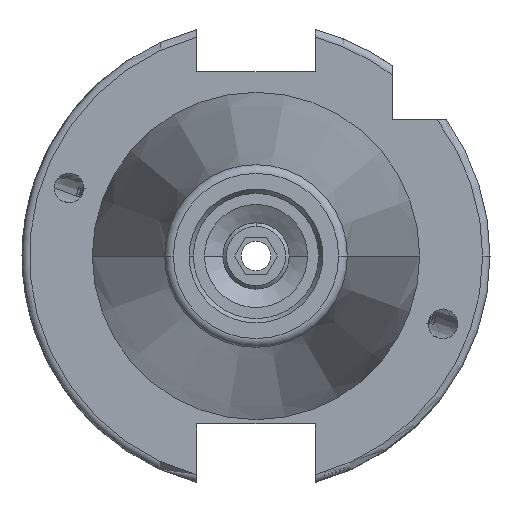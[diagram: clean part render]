
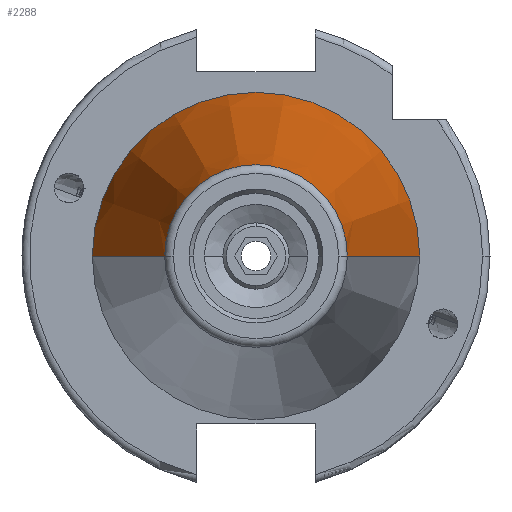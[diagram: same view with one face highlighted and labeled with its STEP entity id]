
A CAD part, left-side view. The second image highlights one B-rep face of the part: STEP entity #2288.
In plain terms, the highlighted conical face has half-angle 8.297 degrees and reference radius 22.225 mm.
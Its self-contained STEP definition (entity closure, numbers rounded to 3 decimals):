
#332 = CARTESIAN_POINT ( 'NONE',  ( -67.373, 12.4, 0. ) ) ;
#392 = ORIENTED_EDGE ( 'NONE', *, *, #2424, .F. ) ;
#405 = LINE ( 'NONE', #2347, #4013 ) ;
#1066 = VERTEX_POINT ( 'NONE', #5085 ) ;
#1245 = CARTESIAN_POINT ( 'NONE',  ( 0., 0., 0. ) ) ;
#1482 = DIRECTION ( 'NONE',  ( -1., 0., 0. ) ) ;
#1499 = DIRECTION ( 'NONE',  ( 0., -1., 0. ) ) ;
#1609 = EDGE_LOOP ( 'NONE', ( #2550, #5964, #3201, #392 ) ) ;
#1673 = EDGE_CURVE ( 'NONE', #1066, #5477, #5859, .T. ) ;
#1746 = CARTESIAN_POINT ( 'NONE',  ( 0., 22.225, 0. ) ) ;
#1976 = FACE_OUTER_BOUND ( 'NONE', #1609, .T. ) ;
#2288 = ADVANCED_FACE ( 'NONE', ( #1976 ), #3091, .T. ) ;
#2347 = CARTESIAN_POINT ( 'NONE',  ( 0., -22.225, 0. ) ) ;
#2385 = DIRECTION ( 'NONE',  ( 0.99, 0.144, 0. ) ) ;
#2389 = CARTESIAN_POINT ( 'NONE',  ( -67.373, 0., 0. ) ) ;
#2424 = EDGE_CURVE ( 'NONE', #5495, #5477, #4975, .T. ) ;
#2438 = CARTESIAN_POINT ( 'NONE',  ( 0., 22.225, 0. ) ) ;
#2495 = VECTOR ( 'NONE', #2385, 1000. ) ;
#2550 = ORIENTED_EDGE ( 'NONE', *, *, #4605, .F. ) ;
#2865 = DIRECTION ( 'NONE',  ( 0., -1., 0. ) ) ;
#3091 = CONICAL_SURFACE ( 'NONE', #3171, 22.225, 0.145 ) ;
#3171 = AXIS2_PLACEMENT_3D ( 'NONE', #4212, #4387, #4667 ) ;
#3201 = ORIENTED_EDGE ( 'NONE', *, *, #1673, .T. ) ;
#3359 = EDGE_CURVE ( 'NONE', #5391, #1066, #405, .T. ) ;
#4013 = VECTOR ( 'NONE', #4666, 1000. ) ;
#4017 = AXIS2_PLACEMENT_3D ( 'NONE', #1245, #1482, #1499 ) ;
#4212 = CARTESIAN_POINT ( 'NONE',  ( 0., 0., 0. ) ) ;
#4387 = DIRECTION ( 'NONE',  ( 1., 0., 0. ) ) ;
#4400 = CIRCLE ( 'NONE', #5479, 12.4 ) ;
#4460 = CARTESIAN_POINT ( 'NONE',  ( -67.373, -12.4, 0. ) ) ;
#4605 = EDGE_CURVE ( 'NONE', #5391, #5495, #4400, .T. ) ;
#4666 = DIRECTION ( 'NONE',  ( 0.99, -0.144, 0. ) ) ;
#4667 = DIRECTION ( 'NONE',  ( 0., 1., 0. ) ) ;
#4975 = LINE ( 'NONE', #2438, #2495 ) ;
#5085 = CARTESIAN_POINT ( 'NONE',  ( 0., -22.225, 0. ) ) ;
#5391 = VERTEX_POINT ( 'NONE', #4460 ) ;
#5477 = VERTEX_POINT ( 'NONE', #1746 ) ;
#5479 = AXIS2_PLACEMENT_3D ( 'NONE', #2389, #5659, #2865 ) ;
#5495 = VERTEX_POINT ( 'NONE', #332 ) ;
#5659 = DIRECTION ( 'NONE',  ( -1., 0., 0. ) ) ;
#5859 = CIRCLE ( 'NONE', #4017, 22.225 ) ;
#5964 = ORIENTED_EDGE ( 'NONE', *, *, #3359, .T. ) ;
